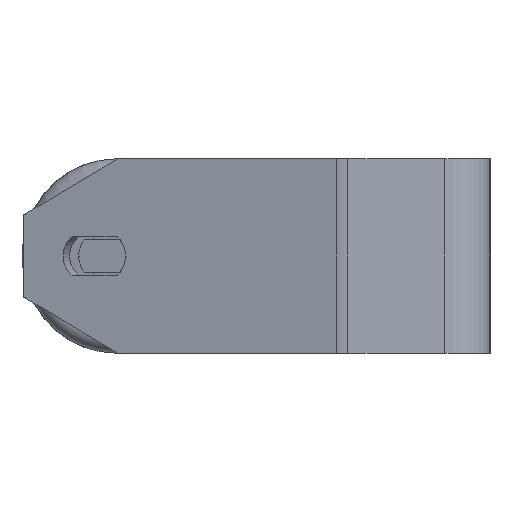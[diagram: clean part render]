
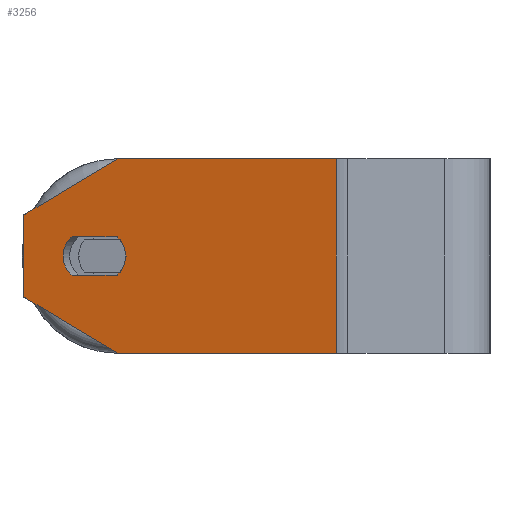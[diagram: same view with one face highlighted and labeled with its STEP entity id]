
A CAD part, left-side view. The second image highlights one B-rep face of the part: STEP entity #3256.
In plain terms, the highlighted planar face has unit normal (-0.966, 0.259, 0).
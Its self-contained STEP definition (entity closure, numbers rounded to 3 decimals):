
#113 = ORIENTED_EDGE ( 'NONE', *, *, #1861, .F. ) ;
#157 = VERTEX_POINT ( 'NONE', #6891 ) ;
#256 = VECTOR ( 'NONE', #2092, 1000. ) ;
#419 = VECTOR ( 'NONE', #3219, 1000. ) ;
#519 = ORIENTED_EDGE ( 'NONE', *, *, #8167, .F. ) ;
#521 = DIRECTION ( 'NONE',  ( -0.224, -0.837, -0.5 ) ) ;
#532 = DIRECTION ( 'NONE',  ( -0.966, 0.259, 0. ) ) ;
#593 = CARTESIAN_POINT ( 'NONE',  ( -263.877, 124.552, 0. ) ) ;
#695 = LINE ( 'NONE', #5272, #419 ) ;
#746 = CARTESIAN_POINT ( 'NONE',  ( -284.523, 47.502, 30. ) ) ;
#806 = LINE ( 'NONE', #1476, #8071 ) ;
#894 = CARTESIAN_POINT ( 'NONE',  ( -267.113, 112.478, 0. ) ) ;
#984 = FACE_OUTER_BOUND ( 'NONE', #2836, .T. ) ;
#1007 = ORIENTED_EDGE ( 'NONE', *, *, #2216, .F. ) ;
#1040 = ORIENTED_EDGE ( 'NONE', *, *, #2392, .T. ) ;
#1134 = LINE ( 'NONE', #4400, #4229 ) ;
#1263 = DIRECTION ( 'NONE',  ( 0.224, 0.837, -0.5 ) ) ;
#1358 = CIRCLE ( 'NONE', #3428, 7.5 ) ;
#1476 = CARTESIAN_POINT ( 'NONE',  ( -258.701, 143.87, 30. ) ) ;
#1506 = CARTESIAN_POINT ( 'NONE',  ( -258.701, 143.87, -30. ) ) ;
#1518 = DIRECTION ( 'NONE',  ( -0.259, -0.966, 0. ) ) ;
#1657 = DIRECTION ( 'NONE',  ( 0.966, -0.259, 0. ) ) ;
#1755 = EDGE_CURVE ( 'NONE', #2219, #4639, #7726, .T. ) ;
#1782 = CARTESIAN_POINT ( 'NONE',  ( -266.336, 115.376, -6. ) ) ;
#1861 = EDGE_CURVE ( 'NONE', #4666, #5535, #4506, .T. ) ;
#1987 = EDGE_LOOP ( 'NONE', ( #2355, #2228, #4452, #5724, #519 ) ) ;
#2092 = DIRECTION ( 'NONE',  ( 0., 0., -1. ) ) ;
#2216 = EDGE_CURVE ( 'NONE', #2590, #4666, #806, .T. ) ;
#2219 = VERTEX_POINT ( 'NONE', #4021 ) ;
#2228 = ORIENTED_EDGE ( 'NONE', *, *, #2616, .F. ) ;
#2281 = CARTESIAN_POINT ( 'NONE',  ( -266.336, 115.376, -6. ) ) ;
#2341 = VECTOR ( 'NONE', #8159, 1000. ) ;
#2355 = ORIENTED_EDGE ( 'NONE', *, *, #7649, .F. ) ;
#2392 = EDGE_CURVE ( 'NONE', #157, #4965, #3226, .T. ) ;
#2538 = EDGE_CURVE ( 'NONE', #2590, #7187, #1134, .T. ) ;
#2590 = VERTEX_POINT ( 'NONE', #6984 ) ;
#2616 = EDGE_CURVE ( 'NONE', #4639, #5344, #1358, .T. ) ;
#2836 = EDGE_LOOP ( 'NONE', ( #6206, #1040, #7449, #113, #1007, #4478 ) ) ;
#2878 = AXIS2_PLACEMENT_3D ( 'NONE', #5656, #1657, #6350 ) ;
#2883 = AXIS2_PLACEMENT_3D ( 'NONE', #3887, #5040, #4577 ) ;
#2933 = LINE ( 'NONE', #1506, #2341 ) ;
#3053 = AXIS2_PLACEMENT_3D ( 'NONE', #8457, #532, #5200 ) ;
#3093 = PLANE ( 'NONE',  #2878 ) ;
#3197 = VERTEX_POINT ( 'NONE', #894 ) ;
#3211 = DIRECTION ( 'NONE',  ( -0.966, 0.259, 0. ) ) ;
#3219 = DIRECTION ( 'NONE',  ( 0., 0., -1. ) ) ;
#3226 = LINE ( 'NONE', #8318, #6292 ) ;
#3227 = CARTESIAN_POINT ( 'NONE',  ( -266.336, 115.376, 6. ) ) ;
#3256 = ADVANCED_FACE ( 'NONE', ( #7551, #984 ), #3093, .F. ) ;
#3372 = EDGE_CURVE ( 'NONE', #7187, #157, #695, .T. ) ;
#3428 = AXIS2_PLACEMENT_3D ( 'NONE', #593, #3211, #8473 ) ;
#3864 = CIRCLE ( 'NONE', #3053, 7.5 ) ;
#3883 = EDGE_CURVE ( 'NONE', #3197, #2219, #6595, .T. ) ;
#3887 = CARTESIAN_POINT ( 'NONE',  ( -265.172, 119.722, 0. ) ) ;
#4021 = CARTESIAN_POINT ( 'NONE',  ( -266.336, 115.376, 6. ) ) ;
#4229 = VECTOR ( 'NONE', #1263, 1000. ) ;
#4400 = CARTESIAN_POINT ( 'NONE',  ( -258.701, 143.87, 12.679 ) ) ;
#4447 = EDGE_CURVE ( 'NONE', #4965, #5535, #2933, .T. ) ;
#4452 = ORIENTED_EDGE ( 'NONE', *, *, #1755, .F. ) ;
#4478 = ORIENTED_EDGE ( 'NONE', *, *, #2538, .T. ) ;
#4506 = LINE ( 'NONE', #746, #256 ) ;
#4577 = DIRECTION ( 'NONE',  ( -0.259, -0.966, 0. ) ) ;
#4639 = VERTEX_POINT ( 'NONE', #6430 ) ;
#4666 = VERTEX_POINT ( 'NONE', #5563 ) ;
#4672 = CARTESIAN_POINT ( 'NONE',  ( -258.701, 143.87, 12.679 ) ) ;
#4965 = VERTEX_POINT ( 'NONE', #6499 ) ;
#5040 = DIRECTION ( 'NONE',  ( -0.966, 0.259, 0. ) ) ;
#5200 = DIRECTION ( 'NONE',  ( -0.259, -0.966, 0. ) ) ;
#5272 = CARTESIAN_POINT ( 'NONE',  ( -258.701, 143.87, 30. ) ) ;
#5325 = CARTESIAN_POINT ( 'NONE',  ( -284.523, 47.502, -30. ) ) ;
#5344 = VERTEX_POINT ( 'NONE', #6890 ) ;
#5359 = DIRECTION ( 'NONE',  ( -0.259, -0.966, 0. ) ) ;
#5458 = VECTOR ( 'NONE', #7209, 1000. ) ;
#5535 = VERTEX_POINT ( 'NONE', #5325 ) ;
#5563 = CARTESIAN_POINT ( 'NONE',  ( -284.523, 47.502, 30. ) ) ;
#5656 = CARTESIAN_POINT ( 'NONE',  ( -258.701, 143.87, 30. ) ) ;
#5724 = ORIENTED_EDGE ( 'NONE', *, *, #3883, .F. ) ;
#5772 = VECTOR ( 'NONE', #1518, 1000. ) ;
#6206 = ORIENTED_EDGE ( 'NONE', *, *, #3372, .T. ) ;
#6292 = VECTOR ( 'NONE', #521, 1000. ) ;
#6350 = DIRECTION ( 'NONE',  ( 0.259, 0.966, 0. ) ) ;
#6430 = CARTESIAN_POINT ( 'NONE',  ( -262.713, 128.899, 6. ) ) ;
#6499 = CARTESIAN_POINT ( 'NONE',  ( -266.466, 114.893, -30. ) ) ;
#6595 = CIRCLE ( 'NONE', #2883, 7.5 ) ;
#6890 = CARTESIAN_POINT ( 'NONE',  ( -262.713, 128.899, -6. ) ) ;
#6891 = CARTESIAN_POINT ( 'NONE',  ( -258.701, 143.87, -12.679 ) ) ;
#6984 = CARTESIAN_POINT ( 'NONE',  ( -266.466, 114.893, 30. ) ) ;
#7187 = VERTEX_POINT ( 'NONE', #4672 ) ;
#7209 = DIRECTION ( 'NONE',  ( 0.259, 0.966, 0. ) ) ;
#7358 = LINE ( 'NONE', #2281, #5772 ) ;
#7449 = ORIENTED_EDGE ( 'NONE', *, *, #4447, .T. ) ;
#7551 = FACE_BOUND ( 'NONE', #1987, .T. ) ;
#7649 = EDGE_CURVE ( 'NONE', #5344, #8458, #7358, .T. ) ;
#7726 = LINE ( 'NONE', #3227, #5458 ) ;
#8071 = VECTOR ( 'NONE', #5359, 1000. ) ;
#8159 = DIRECTION ( 'NONE',  ( -0.259, -0.966, 0. ) ) ;
#8167 = EDGE_CURVE ( 'NONE', #8458, #3197, #3864, .T. ) ;
#8318 = CARTESIAN_POINT ( 'NONE',  ( -266.466, 114.893, -30. ) ) ;
#8457 = CARTESIAN_POINT ( 'NONE',  ( -265.172, 119.722, 0. ) ) ;
#8458 = VERTEX_POINT ( 'NONE', #1782 ) ;
#8473 = DIRECTION ( 'NONE',  ( 0.259, 0.966, 0. ) ) ;
